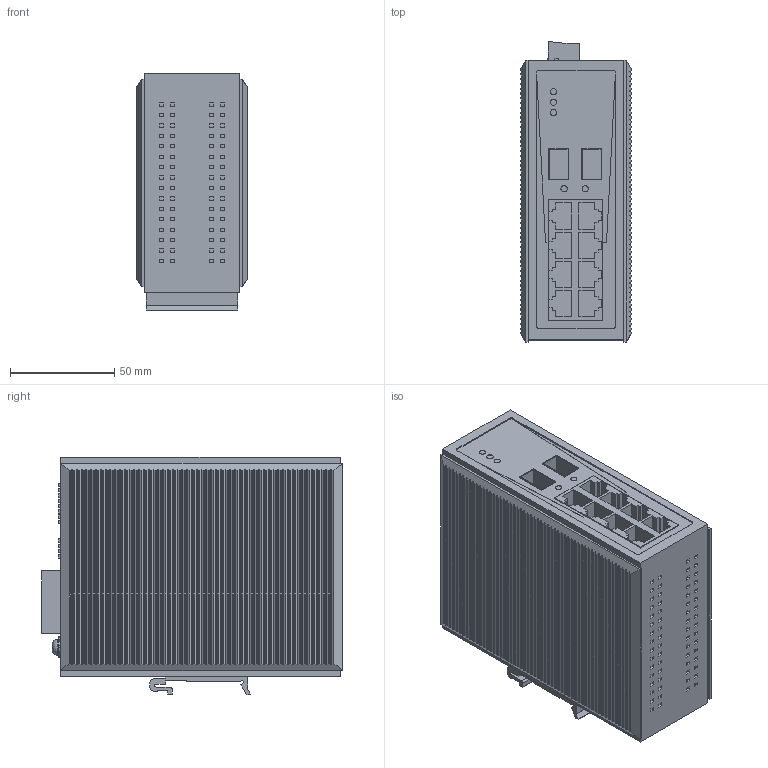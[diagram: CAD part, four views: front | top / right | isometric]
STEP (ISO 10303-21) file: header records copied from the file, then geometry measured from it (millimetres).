
FILE_DESCRIPTION(('CATIA V5 STEP Exchange','CAx-IF Rec.Pracs.--- Model Styling and Organization---1.4--- 2014-01-23'),'2;1');
FILE_NAME ('D1401879_1_1286870000_S3D_IE_SW_VL08_VL08T_6GT_2GS.stp','2019-12-17T12:49:19+00:00',('none'),('Weidmueller'),'CATIA Version 5-6 Release 2016 SP3 HF44','CATIA V5 STEP AP214','none');
FILE_SCHEMA(('AUTOMOTIVE_DESIGN { 1 0 10303 214 1 1 1 1 }'));
Products named in the file (1): 1241270000
Bounding box: 52.85 x 144.15 x 113.8 mm (x, y, z)
Volume: 712593.1 mm3; surface area: 149953.9 mm2
Topology: 35 solids, 35 shells, 1696 faces, 4415 edges, 2936 vertices
Faces by surface type: plane 1312, extrusion 289, cylinder 93, torus 2
Entity records: 58626 total; most frequent: CARTESIAN_POINT 18307, ORIENTED_EDGE 8830, DIRECTION 5933, EDGE_CURVE 4415, VECTOR 3845, LINE 3556, VERTEX_POINT 2936, EDGE_LOOP 1857
